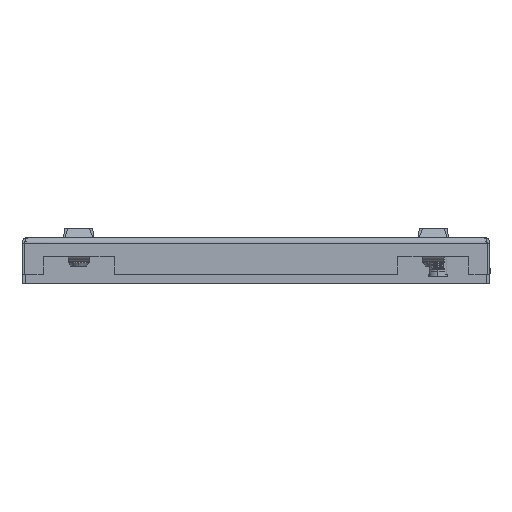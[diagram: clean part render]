
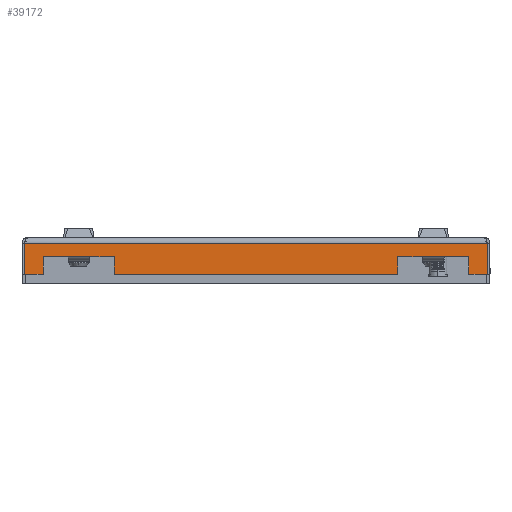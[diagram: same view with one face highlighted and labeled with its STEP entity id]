
A CAD part, left-side view. The second image highlights one B-rep face of the part: STEP entity #39172.
In plain terms, the highlighted planar face has unit normal (-1, 0, 0).
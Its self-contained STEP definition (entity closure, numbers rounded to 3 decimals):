
#4966 = ORIENTED_EDGE ( 'NONE', *, *, #42364, .T. ) ;
#4967 = ORIENTED_EDGE ( 'NONE', *, *, #42367, .T. ) ;
#4968 = ORIENTED_EDGE ( 'NONE', *, *, #42366, .T. ) ;
#4969 = ORIENTED_EDGE ( 'NONE', *, *, #42369, .T. ) ;
#4970 = ORIENTED_EDGE ( 'NONE', *, *, #42368, .T. ) ;
#4971 = ORIENTED_EDGE ( 'NONE', *, *, #42371, .F. ) ;
#5000 = ORIENTED_EDGE ( 'NONE', *, *, #42365, .T. ) ;
#8110 = FACE_OUTER_BOUND ( 'NONE', #9190, .T. ) ;
#8252 = ORIENTED_EDGE ( 'NONE', *, *, #42362, .T. ) ;
#8255 = ORIENTED_EDGE ( 'NONE', *, *, #42363, .T. ) ;
#8257 = ORIENTED_EDGE ( 'NONE', *, *, #42360, .T. ) ;
#8260 = ORIENTED_EDGE ( 'NONE', *, *, #42361, .T. ) ;
#8263 = ORIENTED_EDGE ( 'NONE', *, *, #42358, .F. ) ;
#9190 = EDGE_LOOP ( 'NONE', ( #4971, #4970, #4969, #4968, #4967, #4966, #5000, #8252, #8255, #8257, #8260, #8263 ) ) ;
#12887 = VERTEX_POINT ( 'NONE', #63853 ) ;
#12888 = VERTEX_POINT ( 'NONE', #63851 ) ;
#12890 = VERTEX_POINT ( 'NONE', #63847 ) ;
#12891 = VERTEX_POINT ( 'NONE', #63845 ) ;
#12892 = VERTEX_POINT ( 'NONE', #63843 ) ;
#12893 = VERTEX_POINT ( 'NONE', #63841 ) ;
#12894 = VERTEX_POINT ( 'NONE', #63839 ) ;
#12897 = VERTEX_POINT ( 'NONE', #63833 ) ;
#12899 = VERTEX_POINT ( 'NONE', #63829 ) ;
#12906 = VERTEX_POINT ( 'NONE', #63815 ) ;
#12946 = VERTEX_POINT ( 'NONE', #63753 ) ;
#12959 = VERTEX_POINT ( 'NONE', #63741 ) ;
#25543 = CARTESIAN_POINT ( 'NONE',  ( -232.5, -98., -14. ) ) ;
#25550 = CARTESIAN_POINT ( 'NONE',  ( -232.5, -97.999, 195.701 ) ) ;
#25551 = DIRECTION ( 'NONE',  ( 0., 0., -1. ) ) ;
#25554 = CARTESIAN_POINT ( 'NONE',  ( -232.5, -90., -14. ) ) ;
#25556 = DIRECTION ( 'NONE',  ( 0., 0., -1. ) ) ;
#25557 = DIRECTION ( 'NONE',  ( 0., -1., 0. ) ) ;
#25558 = CARTESIAN_POINT ( 'NONE',  ( -232.5, -60., -14. ) ) ;
#25559 = DIRECTION ( 'NONE',  ( 0., 0., 1. ) ) ;
#25560 = CARTESIAN_POINT ( 'NONE',  ( -232.5, -90., -6.5 ) ) ;
#25561 = DIRECTION ( 'NONE',  ( 0., -1., 0. ) ) ;
#25562 = CARTESIAN_POINT ( 'NONE',  ( -232.5, 60., -14. ) ) ;
#25563 = DIRECTION ( 'NONE',  ( 0., 0., -1. ) ) ;
#25564 = CARTESIAN_POINT ( 'NONE',  ( -232.5, -98., -14. ) ) ;
#25565 = DIRECTION ( 'NONE',  ( 0., -1., 0. ) ) ;
#25566 = CARTESIAN_POINT ( 'NONE',  ( -232.5, 90., -14. ) ) ;
#25567 = DIRECTION ( 'NONE',  ( 0., 0., 1. ) ) ;
#25568 = CARTESIAN_POINT ( 'NONE',  ( -232.5, 90., -6.5 ) ) ;
#25569 = DIRECTION ( 'NONE',  ( 0., -1., 0. ) ) ;
#25570 = CARTESIAN_POINT ( 'NONE',  ( -232.5, 97.999, 195.697 ) ) ;
#25571 = DIRECTION ( 'NONE',  ( 0., 0., -1. ) ) ;
#25572 = CARTESIAN_POINT ( 'NONE',  ( -232.5, -98., -14. ) ) ;
#25573 = DIRECTION ( 'NONE',  ( 0., -1., 0. ) ) ;
#25575 = CARTESIAN_POINT ( 'NONE',  ( -232.5, 196.01, -0.75 ) ) ;
#25580 = DIRECTION ( 'NONE',  ( 0., -1., 0. ) ) ;
#39172 = ADVANCED_FACE ( 'NONE', ( #8110 ), #63204, .F. ) ;
#42358 = EDGE_CURVE ( 'NONE', #12946, #12906, #77923, .T. ) ;
#42360 = EDGE_CURVE ( 'NONE', #12888, #12887, #77927, .T. ) ;
#42361 = EDGE_CURVE ( 'NONE', #12887, #12906, #77919, .T. ) ;
#42362 = EDGE_CURVE ( 'NONE', #12890, #12899, #77931, .T. ) ;
#42363 = EDGE_CURVE ( 'NONE', #12899, #12888, #77933, .T. ) ;
#42364 = EDGE_CURVE ( 'NONE', #12892, #12891, #77935, .T. ) ;
#42365 = EDGE_CURVE ( 'NONE', #12891, #12890, #77937, .T. ) ;
#42366 = EDGE_CURVE ( 'NONE', #12894, #12893, #77939, .T. ) ;
#42367 = EDGE_CURVE ( 'NONE', #12893, #12892, #77941, .T. ) ;
#42368 = EDGE_CURVE ( 'NONE', #12959, #12897, #77943, .T. ) ;
#42369 = EDGE_CURVE ( 'NONE', #12897, #12894, #77945, .T. ) ;
#42371 = EDGE_CURVE ( 'NONE', #12959, #12946, #77929, .T. ) ;
#42478 = AXIS2_PLACEMENT_3D ( 'NONE', #63200, #63194, #63193 ) ;
#63193 = DIRECTION ( 'NONE',  ( 0., 0., -1. ) ) ;
#63194 = DIRECTION ( 'NONE',  ( 1., 0., 0. ) ) ;
#63200 = CARTESIAN_POINT ( 'NONE',  ( -232.5, -98., 0. ) ) ;
#63204 = PLANE ( 'NONE',  #42478 ) ;
#63741 = CARTESIAN_POINT ( 'NONE',  ( -232.5, 97.999, -0.75 ) ) ;
#63753 = CARTESIAN_POINT ( 'NONE',  ( -232.5, -98., -0.75 ) ) ;
#63815 = CARTESIAN_POINT ( 'NONE',  ( -232.5, -98., -14. ) ) ;
#63829 = CARTESIAN_POINT ( 'NONE',  ( -232.5, -60., -6.5 ) ) ;
#63833 = CARTESIAN_POINT ( 'NONE',  ( -232.5, 97.999, -14. ) ) ;
#63839 = CARTESIAN_POINT ( 'NONE',  ( -232.5, 90., -14. ) ) ;
#63841 = CARTESIAN_POINT ( 'NONE',  ( -232.5, 90., -6.5 ) ) ;
#63843 = CARTESIAN_POINT ( 'NONE',  ( -232.5, 60., -6.5 ) ) ;
#63845 = CARTESIAN_POINT ( 'NONE',  ( -232.5, 60., -14. ) ) ;
#63847 = CARTESIAN_POINT ( 'NONE',  ( -232.5, -60., -14. ) ) ;
#63851 = CARTESIAN_POINT ( 'NONE',  ( -232.5, -90., -6.5 ) ) ;
#63853 = CARTESIAN_POINT ( 'NONE',  ( -232.5, -90., -14. ) ) ;
#77919 = LINE ( 'NONE', #25543, #77932 ) ;
#77923 = LINE ( 'NONE', #25550, #77926 ) ;
#77926 = VECTOR ( 'NONE', #25551, 1000. ) ;
#77927 = LINE ( 'NONE', #25554, #77930 ) ;
#77929 = LINE ( 'NONE', #25575, #77950 ) ;
#77930 = VECTOR ( 'NONE', #25556, 1000. ) ;
#77931 = LINE ( 'NONE', #25558, #77934 ) ;
#77932 = VECTOR ( 'NONE', #25557, 1000. ) ;
#77933 = LINE ( 'NONE', #25560, #77936 ) ;
#77934 = VECTOR ( 'NONE', #25559, 1000. ) ;
#77935 = LINE ( 'NONE', #25562, #77938 ) ;
#77936 = VECTOR ( 'NONE', #25561, 1000. ) ;
#77937 = LINE ( 'NONE', #25564, #77940 ) ;
#77938 = VECTOR ( 'NONE', #25563, 1000. ) ;
#77939 = LINE ( 'NONE', #25566, #77942 ) ;
#77940 = VECTOR ( 'NONE', #25565, 1000. ) ;
#77941 = LINE ( 'NONE', #25568, #77944 ) ;
#77942 = VECTOR ( 'NONE', #25567, 1000. ) ;
#77943 = LINE ( 'NONE', #25570, #77946 ) ;
#77944 = VECTOR ( 'NONE', #25569, 1000. ) ;
#77945 = LINE ( 'NONE', #25572, #77948 ) ;
#77946 = VECTOR ( 'NONE', #25571, 1000. ) ;
#77948 = VECTOR ( 'NONE', #25573, 1000. ) ;
#77950 = VECTOR ( 'NONE', #25580, 1000. ) ;
